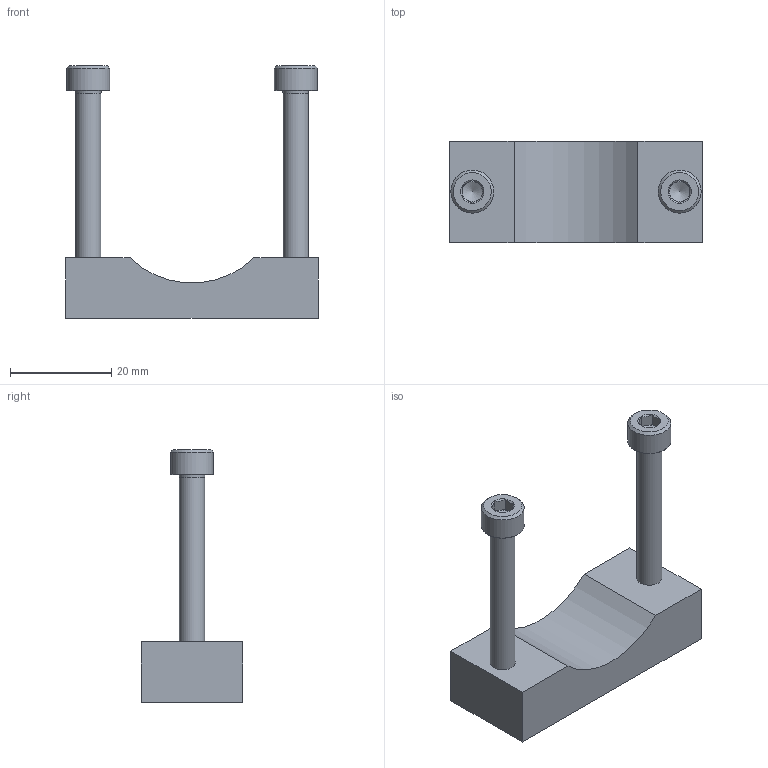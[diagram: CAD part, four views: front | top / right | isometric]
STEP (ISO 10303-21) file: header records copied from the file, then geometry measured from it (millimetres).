
FILE_DESCRIPTION(/* description */ ('STEP AP214'),/* implementation_level */ '2;1');
FILE_NAME(/* name */ '563403_VAME-S7-Y',/* time_stamp */ '2024-09-16T07:33:37+02:00',/* author */ ('License CC BY-ND 4.0'),/* organization */ ('CADENAS'),/* preprocessor_version */ 'ST-DEVELOPER v19.3',/* originating_system */ 'PARTsolutions',/* authorisation */ ' ');
FILE_SCHEMA (('AUTOMOTIVE_DESIGN {1 0 10303 214 3 1 1}'));
Length unit declared in the file: millimetre
Products named in the file (3): 563403 VAME-S7-Y; 563403 VAME-S7-Y---(part); DIN-912 - M5x45(F)
Assembly tree (3 placements, depth 2):
  563403 VAME-S7-Y
    563403 VAME-S7-Y---(part)
    DIN-912 - M5x45(F)  x2
Bounding box: 50 x 20 x 50 mm (x, y, z)
Volume: 12231.5 mm3; surface area: 5756.4 mm2
Topology: 3 solids, 3 shells, 70 faces, 138 edges, 76 vertices
Faces by surface type: plane 37, cone 26, cylinder 7
Full cylindrical faces by diameter (mm): 4.134 x2, 5 x2, 8.5 x2
Entity records: 1095 total; most frequent: CARTESIAN_POINT 187, DIRECTION 186, ORIENTED_EDGE 140, AXIS2_PLACEMENT_3D 76, EDGE_CURVE 70, FACE_BOUND 61, EDGE_LOOP 60, VERTEX_POINT 47
